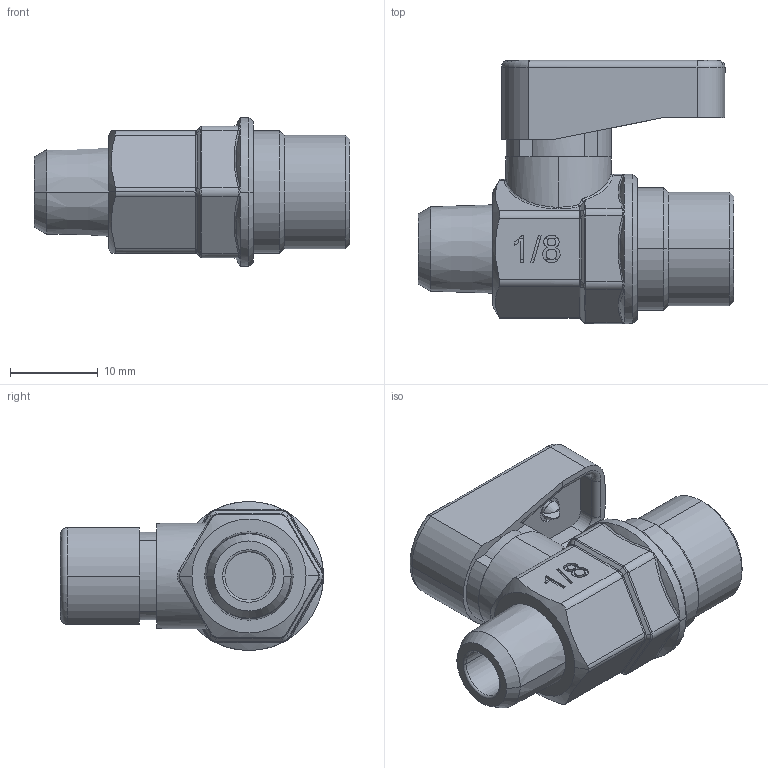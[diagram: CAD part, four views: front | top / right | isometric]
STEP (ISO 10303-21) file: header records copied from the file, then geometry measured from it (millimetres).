
FILE_DESCRIPTION(( 'MV.36V.18.18R.step' ), '1');
FILE_NAME( 'MV.36V.18.18R.step', '2018-10-05T11:23:13',( 'Sopra'),('sopra-pneumatic.com'), 'SwSTEP 2.0','SolidWorks 2009','' );
FILE_SCHEMA (( 'AUTOMOTIVE_DESIGN' ));
Length unit declared in the file: millimetre
Products named in the file (1): 0631000001
Bounding box: 36 x 30 x 17 mm (x, y, z)
Volume: 6565.1 mm3; surface area: 4131.2 mm2
Topology: 8 solids, 19 shells, 656 faces, 1658 edges, 1065 vertices
Faces by surface type: plane 281, bspline 183, cylinder 126, cone 34, torus 30, sphere 2
Entity records: 26878 total; most frequent: CARTESIAN_POINT 12421, ORIENTED_EDGE 3316, DIRECTION 2432, EDGE_CURVE 1658, VERTEX_POINT 1065, LINE 832, VECTOR 832, AXIS2_PLACEMENT_3D 800
